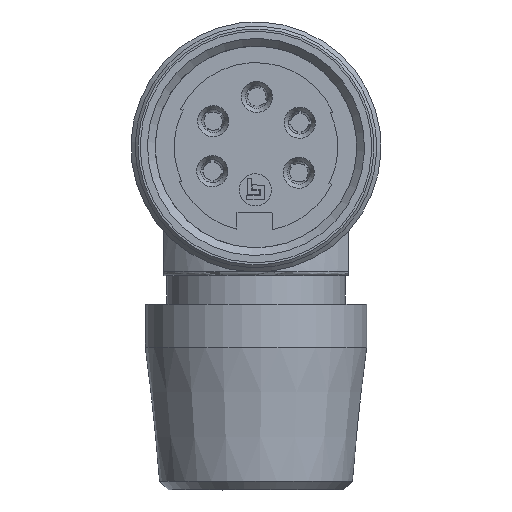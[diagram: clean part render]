
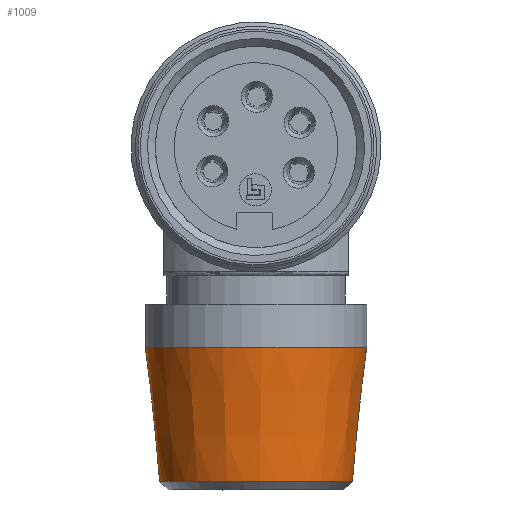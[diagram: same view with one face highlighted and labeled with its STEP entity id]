
A CAD part, left-side view. The second image highlights one B-rep face of the part: STEP entity #1009.
In plain terms, the highlighted conical face has half-angle 6.072 degrees and reference radius 6.75 mm.
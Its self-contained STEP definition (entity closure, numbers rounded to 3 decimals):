
#766=CONICAL_SURFACE('',#3617,6.75,6.072);
#1009=ADVANCED_FACE('',(#1233,#1234),#766,.T.);
#1233=FACE_BOUND('',#1512,.T.);
#1234=FACE_BOUND('',#1513,.T.);
#1512=EDGE_LOOP('',(#2376));
#1513=EDGE_LOOP('',(#2377));
#2376=ORIENTED_EDGE('',*,*,#3114,.F.);
#2377=ORIENTED_EDGE('',*,*,#3115,.T.);
#2682=VERTEX_POINT('',#6334);
#2683=VERTEX_POINT('',#6337);
#3114=EDGE_CURVE('',#2682,#2682,#3242,.T.);
#3115=EDGE_CURVE('',#2683,#2683,#3243,.T.);
#3242=CIRCLE('',#3614,7.75);
#3243=CIRCLE('',#3616,6.75);
#3614=AXIS2_PLACEMENT_3D('',#6333,#4505,#4506);
#3616=AXIS2_PLACEMENT_3D('',#6336,#4509,#4510);
#3617=AXIS2_PLACEMENT_3D('',#6338,#4511,#4512);
#4505=DIRECTION('',(0.,0.,1.));
#4506=DIRECTION('',(0.924,0.383,0.));
#4509=DIRECTION('',(0.,0.,1.));
#4510=DIRECTION('',(0.924,0.383,0.));
#4511=DIRECTION('',(0.,0.,1.));
#4512=DIRECTION('',(0.924,0.383,0.));
#6333=CARTESIAN_POINT('',(25.6,-0.062,-14.062));
#6334=CARTESIAN_POINT('',(32.759,2.907,-14.062));
#6336=CARTESIAN_POINT('',(25.6,-0.062,-23.462));
#6337=CARTESIAN_POINT('',(31.835,2.524,-23.462));
#6338=CARTESIAN_POINT('',(25.6,-0.062,-23.462));
